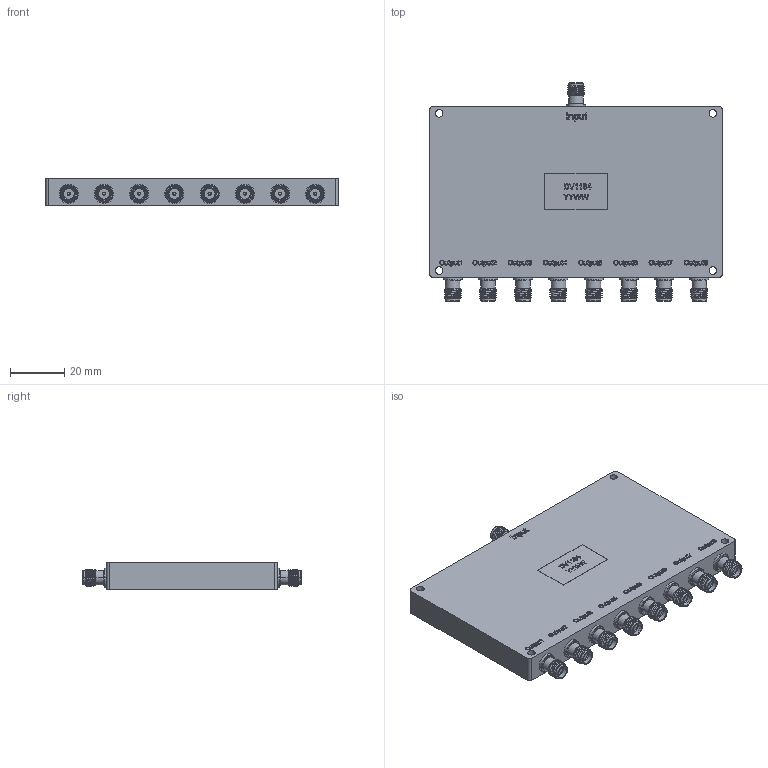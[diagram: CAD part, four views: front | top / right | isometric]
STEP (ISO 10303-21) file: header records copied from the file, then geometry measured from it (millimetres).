
FILE_DESCRIPTION (( 'STEP AP214' ), '1' );
FILE_NAME ('FMDV1184_3D.step', '2023-03-08T23:04:46', ( '' ), ( '' ), 'SwSTEP 2.0', 'SolidWorks 2022', '' );
FILE_SCHEMA (( 'AUTOMOTIVE_DESIGN' ));
Length unit declared in the file: inch
Products named in the file (1): FMDV1184_3D
Bounding box: 108 x 80.7 x 10.08 mm (x, y, z)
Volume: 69570.5 mm3; surface area: 19631 mm2
Topology: 1 solids, 1 shells, 1484 faces, 3876 edges, 2563 vertices
Faces by surface type: plane 696, bspline 452, cylinder 210, cone 108, torus 18
Entity records: 78012 total; most frequent: CARTESIAN_POINT 44886, ORIENTED_EDGE 7752, DIRECTION 5197, EDGE_CURVE 3876, VERTEX_POINT 2563, LINE 2291, VECTOR 2291, EDGE_LOOP 1661
